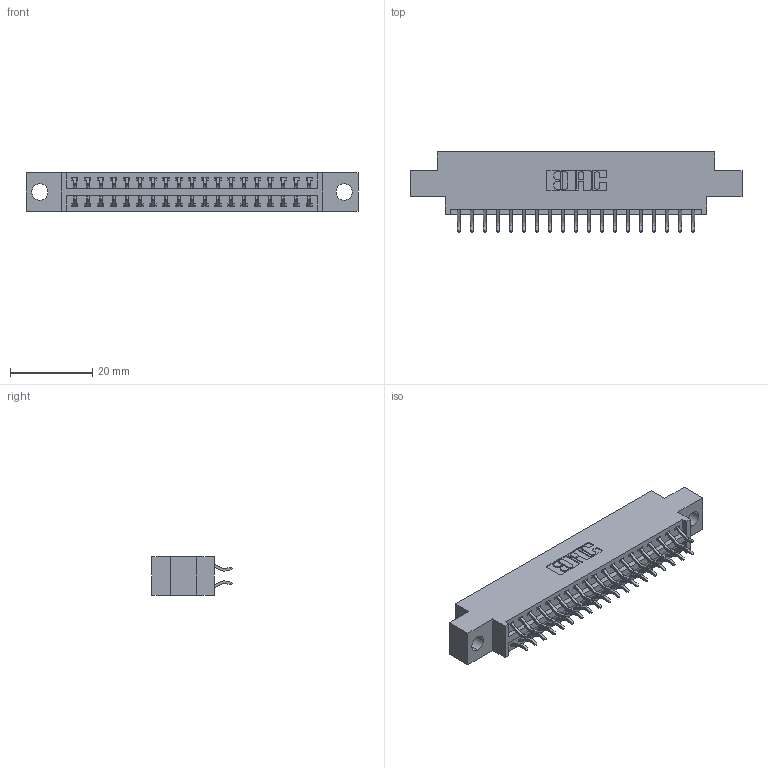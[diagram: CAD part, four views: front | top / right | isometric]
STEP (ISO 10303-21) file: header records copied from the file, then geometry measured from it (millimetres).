
FILE_DESCRIPTION (( 'STEP AP203' ), '1' );
FILE_NAME ('346-038-556-804.STEP', '2022-05-20T00:19:25', ( '' ), ( '' ), 'SwSTEP 2.0', 'SolidWorks 2020', '' );
FILE_SCHEMA (( 'CONFIG_CONTROL_DESIGN' ));
Length unit declared in the file: inch
Products named in the file (3): 345-292-001_556 Tail; 346-038-556-804; 346 Part_0.170 Offset - 0.156 Dia-TH
Assembly tree (39 placements, depth 2):
  346-038-556-804
    346 Part_0.170 Offset - 0.156 Dia-TH
    345-292-001_556 Tail  x38
Bounding box: 80.9 x 19.57 x 9.4 mm (x, y, z)
Volume: 7448 mm3; surface area: 9868.4 mm2
Topology: 39 solids, 39 shells, 2344 faces, 6951 edges, 4582 vertices
Faces by surface type: plane 1576, cylinder 768
Entity records: 16267 total; most frequent: CARTESIAN_POINT 2734, ORIENTED_EDGE 2654, DIRECTION 2447, EDGE_CURVE 1327, LINE 1111, VECTOR 1111, VERTEX_POINT 882, AXIS2_PLACEMENT_3D 668
